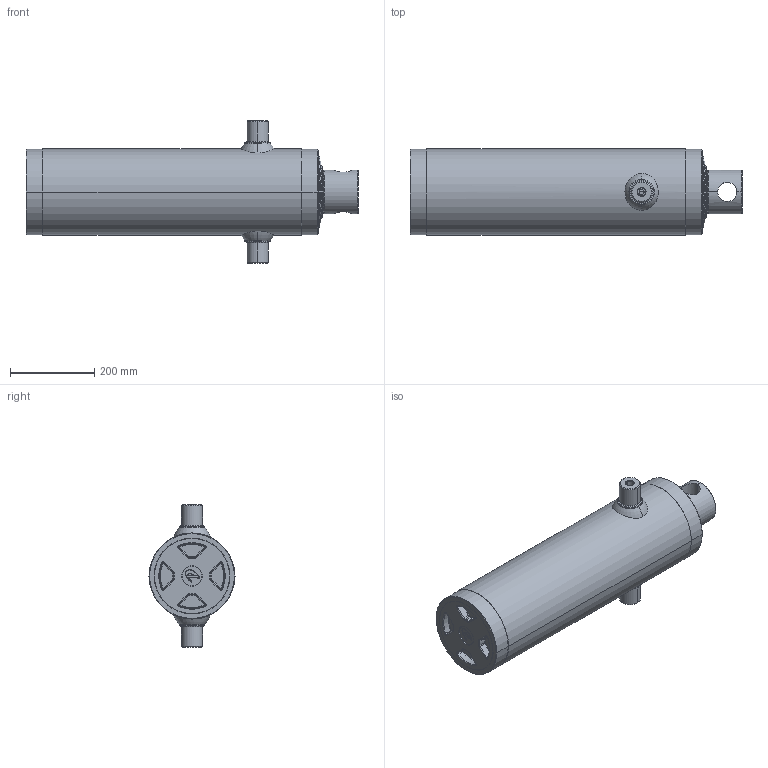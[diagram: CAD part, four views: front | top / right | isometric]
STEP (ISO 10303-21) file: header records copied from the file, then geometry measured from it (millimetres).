
FILE_DESCRIPTION (( 'STEP AP203' ), '1' );
FILE_NAME ('425.I.STEP', '2014-10-16T07:28:35', ( '' ), ( '' ), 'SwSTEP 2.0', 'SolidWorks 2013', '' );
FILE_SCHEMA (( 'CONFIG_CONTROL_DESIGN' ));
Length unit declared in the file: millimetre
Products named in the file (1): 425.I
Bounding box: 787 x 204 x 337 mm (x, y, z)
Surface area: 1661311.2 mm2 (no closed solid volume)
Topology: 0 solids, 16 shells, 252 faces, 639 edges, 400 vertices
Faces by surface type: torus 75, cylinder 73, cone 70, plane 28, bspline 6
Entity records: 9547 total; most frequent: CARTESIAN_POINT 3315, DIRECTION 1459, ORIENTED_EDGE 1139, EDGE_CURVE 639, AXIS2_PLACEMENT_3D 629, VERTEX_POINT 400, CIRCLE 382, EDGE_LOOP 270
